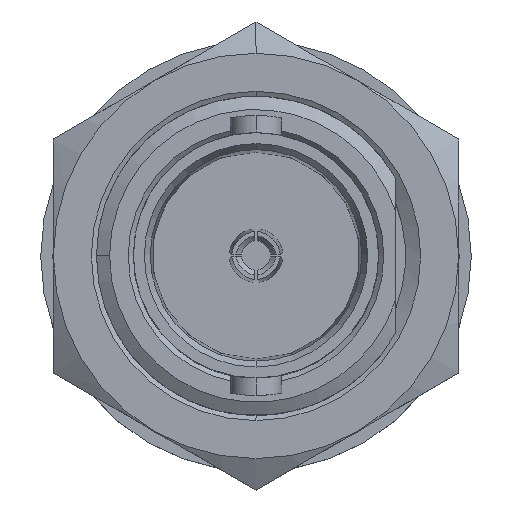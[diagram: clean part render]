
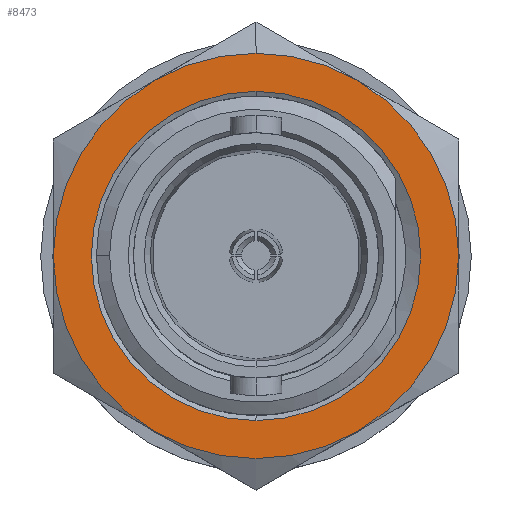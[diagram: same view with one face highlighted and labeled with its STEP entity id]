
A CAD part, top view. The second image highlights one B-rep face of the part: STEP entity #8473.
In plain terms, the highlighted planar face has unit normal (0, 0, 1).
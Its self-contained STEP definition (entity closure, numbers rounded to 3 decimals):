
#462 = VERTEX_POINT ( 'NONE', #2262 ) ;
#1229 = EDGE_CURVE ( 'NONE', #1748, #1547, #12677, .T. ) ;
#1547 = VERTEX_POINT ( 'NONE', #11580 ) ;
#1748 = VERTEX_POINT ( 'NONE', #2704 ) ;
#2262 = CARTESIAN_POINT ( 'NONE',  ( 0., 6.5, -14. ) ) ;
#2704 = CARTESIAN_POINT ( 'NONE',  ( -4., 6.928, -14. ) ) ;
#2855 = CARTESIAN_POINT ( 'NONE',  ( 0., 0., -14. ) ) ;
#2856 = DIRECTION ( 'NONE',  ( 0., 0., 1. ) ) ;
#2857 = DIRECTION ( 'NONE',  ( 0., -1., 0. ) ) ;
#3021 = EDGE_CURVE ( 'NONE', #462, #6729, #12724, .T. ) ;
#3037 = EDGE_CURVE ( 'NONE', #6752, #6768, #12735, .T. ) ;
#3039 = EDGE_CURVE ( 'NONE', #6790, #6752, #12738, .T. ) ;
#3041 = EDGE_CURVE ( 'NONE', #6768, #1748, #12739, .T. ) ;
#3070 = EDGE_CURVE ( 'NONE', #1547, #6769, #4152, .T. ) ;
#3088 = EDGE_CURVE ( 'NONE', #6769, #6740, #4164, .T. ) ;
#3091 = EDGE_CURVE ( 'NONE', #6740, #6790, #4166, .T. ) ;
#3487 = AXIS2_PLACEMENT_3D ( 'NONE', #13353, #13354, #13355 ) ;
#3518 = AXIS2_PLACEMENT_3D ( 'NONE', #13322, #13323, #13324 ) ;
#3568 = CARTESIAN_POINT ( 'NONE',  ( 0., 0., -14. ) ) ;
#3569 = DIRECTION ( 'NONE',  ( 0., 0., -1. ) ) ;
#3570 = DIRECTION ( 'NONE',  ( 0., 1., 0. ) ) ;
#3865 = CARTESIAN_POINT ( 'NONE',  ( 0., 0., -14. ) ) ;
#3866 = DIRECTION ( 'NONE',  ( 0., 0., -1. ) ) ;
#3867 = DIRECTION ( 'NONE',  ( 0., 1., 0. ) ) ;
#4068 = AXIS2_PLACEMENT_3D ( 'NONE', #3568, #3569, #3570 ) ;
#4152 = CIRCLE ( 'NONE', #12472, 8. ) ;
#4164 = CIRCLE ( 'NONE', #3518, 8. ) ;
#4166 = CIRCLE ( 'NONE', #3487, 8. ) ;
#4236 = CARTESIAN_POINT ( 'NONE',  ( 0., -6.5, -14. ) ) ;
#4246 = CARTESIAN_POINT ( 'NONE',  ( 8., 0., -14. ) ) ;
#4256 = CARTESIAN_POINT ( 'NONE',  ( -4., -6.928, -14. ) ) ;
#4270 = CARTESIAN_POINT ( 'NONE',  ( -8., 0., -14. ) ) ;
#4271 = CARTESIAN_POINT ( 'NONE',  ( 4., 6.928, -14. ) ) ;
#4289 = CARTESIAN_POINT ( 'NONE',  ( 4., -6.928, -14. ) ) ;
#4956 = EDGE_CURVE ( 'NONE', #462, #6729, #8277, .T. ) ;
#5878 = EDGE_LOOP ( 'NONE', ( #9083, #9081, #9080, #9082, #9079, #9077, #9076 ) ) ;
#6487 = CARTESIAN_POINT ( 'NONE',  ( 0., 0., -14. ) ) ;
#6488 = DIRECTION ( 'NONE',  ( 0., 0., -1. ) ) ;
#6489 = DIRECTION ( 'NONE',  ( 0., 1., 0. ) ) ;
#6503 = CARTESIAN_POINT ( 'NONE',  ( 0., 0., -14. ) ) ;
#6504 = DIRECTION ( 'NONE',  ( 0., 0., -1. ) ) ;
#6505 = DIRECTION ( 'NONE',  ( -1., 0., 0. ) ) ;
#6509 = CARTESIAN_POINT ( 'NONE',  ( 0., 0., -14. ) ) ;
#6510 = DIRECTION ( 'NONE',  ( 0., 0., -1. ) ) ;
#6511 = DIRECTION ( 'NONE',  ( 0., 1., 0. ) ) ;
#6729 = VERTEX_POINT ( 'NONE', #4236 ) ;
#6740 = VERTEX_POINT ( 'NONE', #4246 ) ;
#6752 = VERTEX_POINT ( 'NONE', #4256 ) ;
#6768 = VERTEX_POINT ( 'NONE', #4270 ) ;
#6769 = VERTEX_POINT ( 'NONE', #4271 ) ;
#6790 = VERTEX_POINT ( 'NONE', #4289 ) ;
#8277 = CIRCLE ( 'NONE', #12547, 6.5 ) ;
#8473 = ADVANCED_FACE ( 'NONE', ( #8635, #8493 ), #10436, .F. ) ;
#8493 = FACE_BOUND ( 'NONE', #11170, .T. ) ;
#8635 = FACE_OUTER_BOUND ( 'NONE', #5878, .T. ) ;
#8837 = AXIS2_PLACEMENT_3D ( 'NONE', #10437, #10438, #10439 ) ;
#9073 = ORIENTED_EDGE ( 'NONE', *, *, #4956, .T. ) ;
#9074 = ORIENTED_EDGE ( 'NONE', *, *, #3021, .F. ) ;
#9076 = ORIENTED_EDGE ( 'NONE', *, *, #3091, .F. ) ;
#9077 = ORIENTED_EDGE ( 'NONE', *, *, #3039, .F. ) ;
#9079 = ORIENTED_EDGE ( 'NONE', *, *, #3037, .F. ) ;
#9080 = ORIENTED_EDGE ( 'NONE', *, *, #1229, .F. ) ;
#9081 = ORIENTED_EDGE ( 'NONE', *, *, #3070, .F. ) ;
#9082 = ORIENTED_EDGE ( 'NONE', *, *, #3041, .F. ) ;
#9083 = ORIENTED_EDGE ( 'NONE', *, *, #3088, .F. ) ;
#10436 = PLANE ( 'NONE',  #8837 ) ;
#10437 = CARTESIAN_POINT ( 'NONE',  ( 0., 8., -14. ) ) ;
#10438 = DIRECTION ( 'NONE',  ( 0., 0., -1. ) ) ;
#10439 = DIRECTION ( 'NONE',  ( 0., 1., 0. ) ) ;
#10854 = CARTESIAN_POINT ( 'NONE',  ( 0., 0., -14. ) ) ;
#10855 = DIRECTION ( 'NONE',  ( 0., 0., -1. ) ) ;
#10856 = DIRECTION ( 'NONE',  ( 0., -1., 0. ) ) ;
#11170 = EDGE_LOOP ( 'NONE', ( #9074, #9073 ) ) ;
#11580 = CARTESIAN_POINT ( 'NONE',  ( 0., 8., -14. ) ) ;
#11940 = AXIS2_PLACEMENT_3D ( 'NONE', #6487, #6488, #6489 ) ;
#11985 = AXIS2_PLACEMENT_3D ( 'NONE', #6509, #6510, #6511 ) ;
#11991 = AXIS2_PLACEMENT_3D ( 'NONE', #6503, #6504, #6505 ) ;
#12472 = AXIS2_PLACEMENT_3D ( 'NONE', #3865, #3866, #3867 ) ;
#12547 = AXIS2_PLACEMENT_3D ( 'NONE', #10854, #10855, #10856 ) ;
#12677 = CIRCLE ( 'NONE', #4068, 8. ) ;
#12724 = CIRCLE ( 'NONE', #12764, 6.5 ) ;
#12735 = CIRCLE ( 'NONE', #11940, 8. ) ;
#12738 = CIRCLE ( 'NONE', #11991, 8. ) ;
#12739 = CIRCLE ( 'NONE', #11985, 8. ) ;
#12764 = AXIS2_PLACEMENT_3D ( 'NONE', #2855, #2856, #2857 ) ;
#13322 = CARTESIAN_POINT ( 'NONE',  ( 0., 0., -14. ) ) ;
#13323 = DIRECTION ( 'NONE',  ( 0., 0., -1. ) ) ;
#13324 = DIRECTION ( 'NONE',  ( 0., 1., 0. ) ) ;
#13353 = CARTESIAN_POINT ( 'NONE',  ( 0., 0., -14. ) ) ;
#13354 = DIRECTION ( 'NONE',  ( 0., 0., -1. ) ) ;
#13355 = DIRECTION ( 'NONE',  ( 0., 1., 0. ) ) ;
